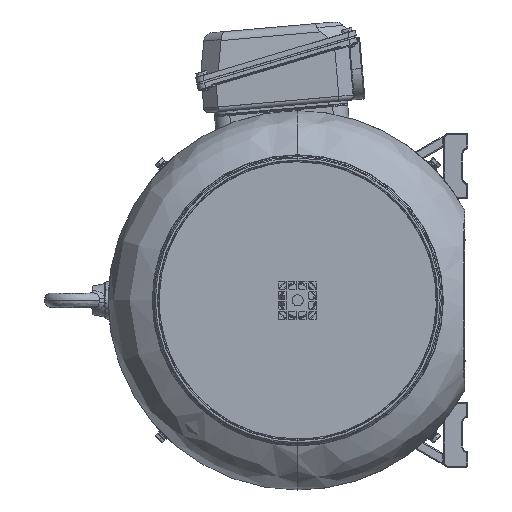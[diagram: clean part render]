
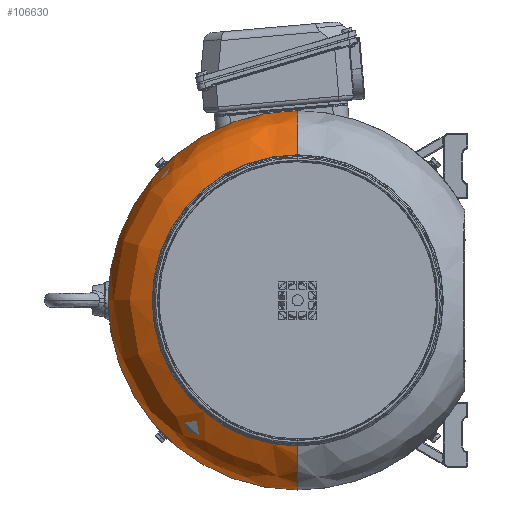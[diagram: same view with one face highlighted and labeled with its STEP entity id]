
A CAD part, left-side view. The second image highlights one B-rep face of the part: STEP entity #106630.
In plain terms, the highlighted free-form (B-spline) face has degree [3, 3] with [4, 4] control points.
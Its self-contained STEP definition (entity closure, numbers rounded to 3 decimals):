
#947 =( BOUNDED_SURFACE ( )  B_SPLINE_SURFACE ( 3, 3, ( 
 ( #181585, #153555, #165688, #138860 ),
 ( #37117, #64514, #107732, #93730 ),
 ( #35183, #136954, #151671, #166314 ),
 ( #123012, #79156, #123639, #168225 ) ),
 .UNSPECIFIED., .F., .F., .F. ) 
 B_SPLINE_SURFACE_WITH_KNOTS ( ( 4, 4 ),
 ( 4, 4 ),
 ( 0., 1. ),
 ( 0., 1. ),
 .UNSPECIFIED. ) 
 GEOMETRIC_REPRESENTATION_ITEM ( )  RATIONAL_B_SPLINE_SURFACE ( (
 ( 1., 0.333, 0.333, 1.),
 ( 0.869, 0.29, 0.29, 0.869),
 ( 0.869, 0.29, 0.29, 0.869),
 ( 1., 0.333, 0.333, 1.) ) ) 
 REPRESENTATION_ITEM ( '' )  SURFACE ( )  );
#3610 = CIRCLE ( 'NONE', #76227, 65. ) ;
#4884 = DIRECTION ( 'NONE',  ( 1., 0., 0. ) ) ;
#6512 = VERTEX_POINT ( 'NONE', #134880 ) ;
#21283 = DIRECTION ( 'NONE',  ( -1., 0., 0. ) ) ;
#30971 = EDGE_CURVE ( 'NONE', #48884, #6512, #116350, .T. ) ;
#34003 = ORIENTED_EDGE ( 'NONE', *, *, #185101, .F. ) ;
#35183 = CARTESIAN_POINT ( 'NONE',  ( -133.678, 0., 198.5 ) ) ;
#37117 = CARTESIAN_POINT ( 'NONE',  ( -157.526, 0., 180.836 ) ) ;
#44247 = ORIENTED_EDGE ( 'NONE', *, *, #84602, .T. ) ;
#48884 = VERTEX_POINT ( 'NONE', #97238 ) ;
#49358 = DIRECTION ( 'NONE',  ( 0., 0., 1. ) ) ;
#53599 = EDGE_CURVE ( 'NONE', #132563, #174350, #129068, .T. ) ;
#53846 = ORIENTED_EDGE ( 'NONE', *, *, #53599, .T. ) ;
#64514 = CARTESIAN_POINT ( 'NONE',  ( -157.526, 361.672, 180.836 ) ) ;
#75610 = DIRECTION ( 'NONE',  ( 0., 0., -1. ) ) ;
#76205 = DIRECTION ( 'NONE',  ( 0., -1., 0. ) ) ;
#76227 = AXIS2_PLACEMENT_3D ( 'NONE', #98446, #76205, #75610 ) ;
#79156 = CARTESIAN_POINT ( 'NONE',  ( -104., 397., 198.5 ) ) ;
#82389 = CARTESIAN_POINT ( 'NONE',  ( -166.177, 0., 152.447 ) ) ;
#84602 = EDGE_CURVE ( 'NONE', #174350, #48884, #182777, .T. ) ;
#87102 = ORIENTED_EDGE ( 'NONE', *, *, #30971, .T. ) ;
#92595 = CARTESIAN_POINT ( 'NONE',  ( -104., 0., 0. ) ) ;
#93730 = CARTESIAN_POINT ( 'NONE',  ( -157.526, 0., -180.836 ) ) ;
#97238 = CARTESIAN_POINT ( 'NONE',  ( -104., 0., 198.5 ) ) ;
#98446 = CARTESIAN_POINT ( 'NONE',  ( -104., 0., -133.5 ) ) ;
#106370 = CARTESIAN_POINT ( 'NONE',  ( -104., 0., 133.5 ) ) ;
#106630 = ADVANCED_FACE ( 'NONE', ( #109925 ), #947, .T. ) ;
#107630 = DIRECTION ( 'NONE',  ( 0., 1., 0. ) ) ;
#107732 = CARTESIAN_POINT ( 'NONE',  ( -157.526, 361.672, -180.836 ) ) ;
#109925 = FACE_OUTER_BOUND ( 'NONE', #138533, .T. ) ;
#113096 = AXIS2_PLACEMENT_3D ( 'NONE', #106370, #107630, #150951 ) ;
#116350 = CIRCLE ( 'NONE', #118632, 198.5 ) ;
#118632 = AXIS2_PLACEMENT_3D ( 'NONE', #92595, #21283, #49358 ) ;
#121419 = DIRECTION ( 'NONE',  ( 0., 0., 1. ) ) ;
#123012 = CARTESIAN_POINT ( 'NONE',  ( -104., 0., 198.5 ) ) ;
#123639 = CARTESIAN_POINT ( 'NONE',  ( -104., 397., -198.5 ) ) ;
#129068 = CIRCLE ( 'NONE', #134690, 152.447 ) ;
#132563 = VERTEX_POINT ( 'NONE', #176889 ) ;
#134690 = AXIS2_PLACEMENT_3D ( 'NONE', #162861, #4884, #121419 ) ;
#134880 = CARTESIAN_POINT ( 'NONE',  ( -104., 0., -198.5 ) ) ;
#136954 = CARTESIAN_POINT ( 'NONE',  ( -133.678, 397., 198.5 ) ) ;
#138533 = EDGE_LOOP ( 'NONE', ( #34003, #53846, #44247, #87102 ) ) ;
#138860 = CARTESIAN_POINT ( 'NONE',  ( -166.177, 0., -152.447 ) ) ;
#150951 = DIRECTION ( 'NONE',  ( 0., 0., 1. ) ) ;
#151671 = CARTESIAN_POINT ( 'NONE',  ( -133.678, 397., -198.5 ) ) ;
#153555 = CARTESIAN_POINT ( 'NONE',  ( -166.177, 304.894, 152.447 ) ) ;
#162861 = CARTESIAN_POINT ( 'NONE',  ( -166.177, 0., 0. ) ) ;
#165688 = CARTESIAN_POINT ( 'NONE',  ( -166.177, 304.894, -152.447 ) ) ;
#166314 = CARTESIAN_POINT ( 'NONE',  ( -133.678, 0., -198.5 ) ) ;
#168225 = CARTESIAN_POINT ( 'NONE',  ( -104., 0., -198.5 ) ) ;
#174350 = VERTEX_POINT ( 'NONE', #82389 ) ;
#176889 = CARTESIAN_POINT ( 'NONE',  ( -166.177, 0., -152.447 ) ) ;
#181585 = CARTESIAN_POINT ( 'NONE',  ( -166.177, 0., 152.447 ) ) ;
#182777 = CIRCLE ( 'NONE', #113096, 65. ) ;
#185101 = EDGE_CURVE ( 'NONE', #132563, #6512, #3610, .T. ) ;
